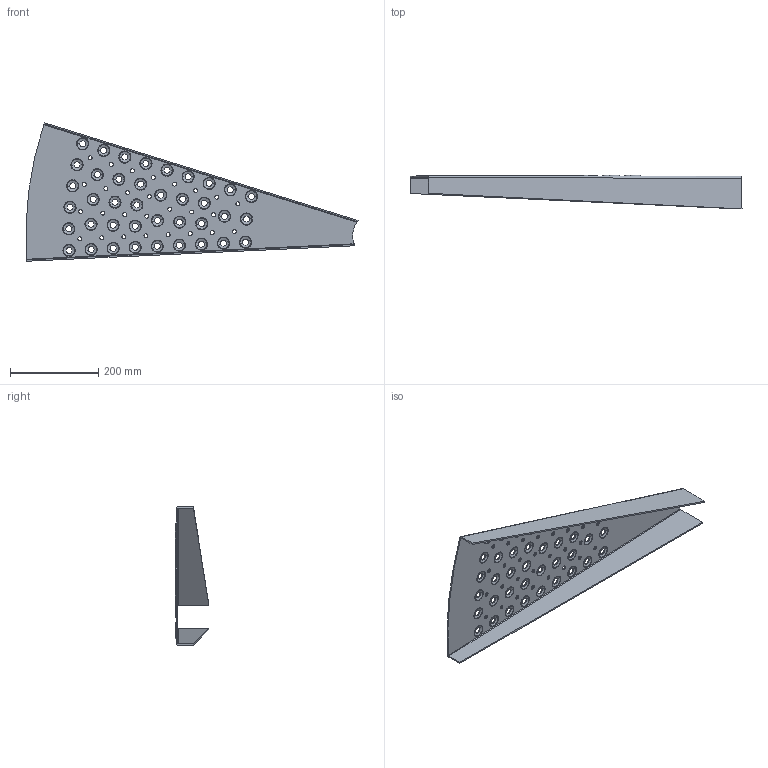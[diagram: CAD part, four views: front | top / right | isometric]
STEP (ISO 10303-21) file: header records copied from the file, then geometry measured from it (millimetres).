
FILE_DESCRIPTION (( 'STEP AP203' ), '1' );
FILE_NAME ('24120_24.0211_SPINDELTRIN_TYPE_K_800mm_V=20.STEP', '2011-10-11T06:48:25', ( 'JKJ' ), ( '' ), 'SwSTEP 2.0', 'SolidWorks 2011', '' );
FILE_SCHEMA (( 'CONFIG_CONTROL_DESIGN' ));
Length unit declared in the file: millimetre
Products named in the file (1): 24120_24.0211_SPINDELTRIN_TYPE_K_800mm_V=20
Bounding box: 751.62 x 76.29 x 313.53 mm (x, y, z)
Volume: 630816.2 mm3; surface area: 434536.9 mm2
Topology: 1 solids, 1 shells, 470 faces, 1352 edges, 884 vertices
Faces by surface type: cone 234, torus 156, cylinder 60, plane 16, bspline 4
Entity records: 16481 total; most frequent: DIRECTION 3274, CARTESIAN_POINT 2895, ORIENTED_EDGE 2704, AXIS2_PLACEMENT_3D 1479, EDGE_CURVE 1352, CIRCLE 1012, VERTEX_POINT 884, EDGE_LOOP 602
